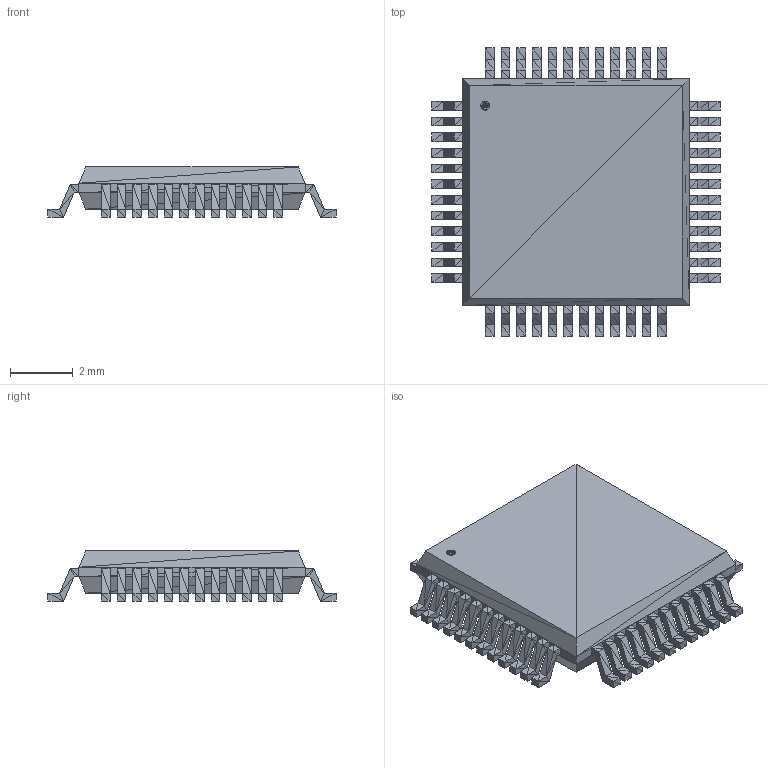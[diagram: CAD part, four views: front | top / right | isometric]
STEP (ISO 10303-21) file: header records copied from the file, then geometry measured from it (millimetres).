
FILE_DESCRIPTION(('STEP AP214'),'1');
FILE_NAME('LQFP-48','2018-10-08T22:24:53',(''),(''),'','','');
FILE_SCHEMA(('AUTOMOTIVE_DESIGN'));
Length unit declared in the file: millimetre
Products named in the file (1): product
Bounding box: 9.19 x 9.19 x 1.6 mm (x, y, z)
Surface area: 213.8 mm2 (no closed solid volume)
Topology: 0 solids, 1500 shells, 1500 faces, 4500 edges, 4500 vertices
Faces by surface type: plane 1500
Entity records: 49559 total; most frequent: CARTESIAN_POINT 10501, DIRECTION 7502, ORIENTED_EDGE 4500, EDGE_CURVE 4500, VERTEX_POINT 4500, LINE 4500, VECTOR 4500, AXIS2_PLACEMENT_3D 1501
